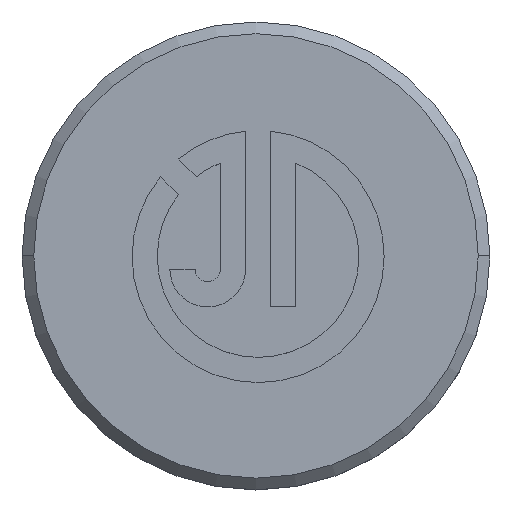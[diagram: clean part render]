
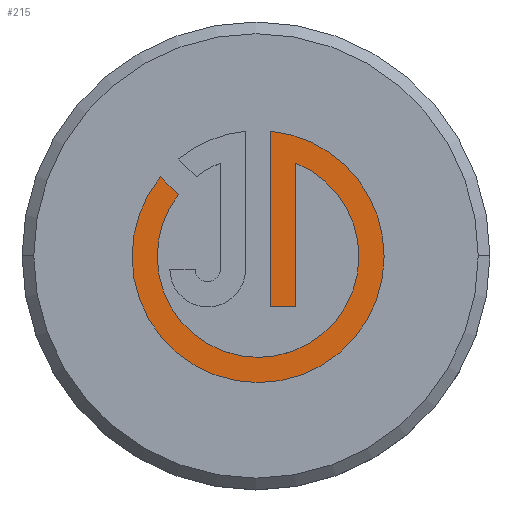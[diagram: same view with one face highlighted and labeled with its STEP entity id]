
A CAD part, top view. The second image highlights one B-rep face of the part: STEP entity #215.
In plain terms, the highlighted planar face has unit normal (0, 0, 1).
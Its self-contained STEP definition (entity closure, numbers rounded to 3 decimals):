
#25 = VERTEX_POINT ( 'NONE', #218 ) ;
#61 = DIRECTION ( 'NONE',  ( 0., 0., -1. ) ) ;
#65 = VERTEX_POINT ( 'NONE', #946 ) ;
#101 = CARTESIAN_POINT ( 'NONE',  ( -4.641, 3.663, 109.9 ) ) ;
#163 = EDGE_CURVE ( 'NONE', #1577, #2244, #1478, .T. ) ;
#209 = EDGE_CURVE ( 'NONE', #25, #503, #2297, .T. ) ;
#212 = CARTESIAN_POINT ( 'NONE',  ( 0., -3.054, 109.9 ) ) ;
#215 = ADVANCED_FACE ( 'NONE', ( #1802 ), #1583, .T. ) ;
#218 = CARTESIAN_POINT ( 'NONE',  ( 6.16, -0.037, 109.9 ) ) ;
#222 = CARTESIAN_POINT ( 'NONE',  ( 0.88, -3.054, 109.9 ) ) ;
#228 = AXIS2_PLACEMENT_3D ( 'NONE', #470, #1777, #661 ) ;
#260 = AXIS2_PLACEMENT_3D ( 'NONE', #750, #2052, #935 ) ;
#305 = DIRECTION ( 'NONE',  ( 0., 0., 1. ) ) ;
#322 = CARTESIAN_POINT ( 'NONE',  ( 0.126, -0.037, 109.9 ) ) ;
#328 = VERTEX_POINT ( 'NONE', #513 ) ;
#384 = CARTESIAN_POINT ( 'NONE',  ( -5.714, 4.737, 109.9 ) ) ;
#393 = DIRECTION ( 'NONE',  ( 1., 0., 0. ) ) ;
#432 = CIRCLE ( 'NONE', #1625, 6.034 ) ;
#470 = CARTESIAN_POINT ( 'NONE',  ( 0., 0., 109.9 ) ) ;
#490 = DIRECTION ( 'NONE',  ( 0., 0., 1. ) ) ;
#503 = VERTEX_POINT ( 'NONE', #1125 ) ;
#510 = DIRECTION ( 'NONE',  ( 1., 0., 0. ) ) ;
#513 = CARTESIAN_POINT ( 'NONE',  ( -7.417, -0.037, 109.9 ) ) ;
#525 = LINE ( 'NONE', #212, #1954 ) ;
#543 = VECTOR ( 'NONE', #2381, 1000. ) ;
#561 = EDGE_CURVE ( 'NONE', #328, #1220, #1063, .T. ) ;
#647 = DIRECTION ( 'NONE',  ( 0., 1., 0. ) ) ;
#661 = DIRECTION ( 'NONE',  ( 1., 0., 0. ) ) ;
#678 = AXIS2_PLACEMENT_3D ( 'NONE', #1616, #490, #1799 ) ;
#691 = VERTEX_POINT ( 'NONE', #921 ) ;
#725 = EDGE_CURVE ( 'NONE', #65, #25, #2201, .T. ) ;
#750 = CARTESIAN_POINT ( 'NONE',  ( 0.126, -0.037, 109.9 ) ) ;
#842 = EDGE_CURVE ( 'NONE', #1832, #691, #525, .T. ) ;
#866 = DIRECTION ( 'NONE',  ( -0.707, 0.707, 0. ) ) ;
#889 = DIRECTION ( 'NONE',  ( 0., 0., -1. ) ) ;
#894 = VERTEX_POINT ( 'NONE', #1679 ) ;
#921 = CARTESIAN_POINT ( 'NONE',  ( 2.389, -3.054, 109.9 ) ) ;
#935 = DIRECTION ( 'NONE',  ( -1., 0., 0. ) ) ;
#946 = CARTESIAN_POINT ( 'NONE',  ( 2.389, 5.557, 109.9 ) ) ;
#953 = AXIS2_PLACEMENT_3D ( 'NONE', #1428, #305, #1620 ) ;
#1018 = ORIENTED_EDGE ( 'NONE', *, *, #842, .T. ) ;
#1050 = LINE ( 'NONE', #2203, #543 ) ;
#1063 = CIRCLE ( 'NONE', #1556, 7.543 ) ;
#1125 = CARTESIAN_POINT ( 'NONE',  ( -5.908, -0.037, 109.9 ) ) ;
#1133 = ORIENTED_EDGE ( 'NONE', *, *, #1331, .T. ) ;
#1136 = EDGE_CURVE ( 'NONE', #2244, #328, #1334, .T. ) ;
#1191 = CARTESIAN_POINT ( 'NONE',  ( 0.126, -0.037, 109.9 ) ) ;
#1220 = VERTEX_POINT ( 'NONE', #1881 ) ;
#1238 = ORIENTED_EDGE ( 'NONE', *, *, #1962, .T. ) ;
#1300 = ORIENTED_EDGE ( 'NONE', *, *, #725, .T. ) ;
#1301 = EDGE_LOOP ( 'NONE', ( #1300, #2196, #1133, #1495, #1848, #2162, #1377, #2419, #1018, #1238 ) ) ;
#1331 = EDGE_CURVE ( 'NONE', #503, #1577, #432, .T. ) ;
#1334 = CIRCLE ( 'NONE', #678, 7.543 ) ;
#1376 = DIRECTION ( 'NONE',  ( -1., 0., 0. ) ) ;
#1377 = ORIENTED_EDGE ( 'NONE', *, *, #1476, .T. ) ;
#1420 = VECTOR ( 'NONE', #866, 1000. ) ;
#1428 = CARTESIAN_POINT ( 'NONE',  ( 0.126, -0.037, 109.9 ) ) ;
#1476 = EDGE_CURVE ( 'NONE', #1220, #894, #2134, .T. ) ;
#1478 = LINE ( 'NONE', #101, #1420 ) ;
#1495 = ORIENTED_EDGE ( 'NONE', *, *, #163, .T. ) ;
#1556 = AXIS2_PLACEMENT_3D ( 'NONE', #322, #1629, #510 ) ;
#1577 = VERTEX_POINT ( 'NONE', #2124 ) ;
#1583 = PLANE ( 'NONE',  #228 ) ;
#1615 = CARTESIAN_POINT ( 'NONE',  ( 0.126, -0.037, 109.9 ) ) ;
#1616 = CARTESIAN_POINT ( 'NONE',  ( 0.126, -0.037, 109.9 ) ) ;
#1620 = DIRECTION ( 'NONE',  ( 1., 0., 0. ) ) ;
#1625 = AXIS2_PLACEMENT_3D ( 'NONE', #1191, #61, #1376 ) ;
#1629 = DIRECTION ( 'NONE',  ( 0., 0., 1. ) ) ;
#1679 = CARTESIAN_POINT ( 'NONE',  ( 0.88, 7.468, 109.9 ) ) ;
#1758 = CARTESIAN_POINT ( 'NONE',  ( 2.389, 0., 109.9 ) ) ;
#1777 = DIRECTION ( 'NONE',  ( 0., 0., 1. ) ) ;
#1799 = DIRECTION ( 'NONE',  ( 1., 0., 0. ) ) ;
#1802 = FACE_OUTER_BOUND ( 'NONE', #1301, .T. ) ;
#1824 = DIRECTION ( 'NONE',  ( -1., 0., 0. ) ) ;
#1832 = VERTEX_POINT ( 'NONE', #222 ) ;
#1848 = ORIENTED_EDGE ( 'NONE', *, *, #1136, .T. ) ;
#1881 = CARTESIAN_POINT ( 'NONE',  ( 7.669, -0.037, 109.9 ) ) ;
#1954 = VECTOR ( 'NONE', #393, 1000. ) ;
#1962 = EDGE_CURVE ( 'NONE', #691, #65, #1976, .T. ) ;
#1976 = LINE ( 'NONE', #1758, #2406 ) ;
#2052 = DIRECTION ( 'NONE',  ( 0., 0., -1. ) ) ;
#2124 = CARTESIAN_POINT ( 'NONE',  ( -4.641, 3.663, 109.9 ) ) ;
#2134 = CIRCLE ( 'NONE', #953, 7.543 ) ;
#2140 = EDGE_CURVE ( 'NONE', #894, #1832, #1050, .T. ) ;
#2158 = AXIS2_PLACEMENT_3D ( 'NONE', #1615, #889, #1824 ) ;
#2162 = ORIENTED_EDGE ( 'NONE', *, *, #561, .T. ) ;
#2196 = ORIENTED_EDGE ( 'NONE', *, *, #209, .T. ) ;
#2201 = CIRCLE ( 'NONE', #260, 6.034 ) ;
#2203 = CARTESIAN_POINT ( 'NONE',  ( 0.88, 0., 109.9 ) ) ;
#2244 = VERTEX_POINT ( 'NONE', #384 ) ;
#2297 = CIRCLE ( 'NONE', #2158, 6.034 ) ;
#2381 = DIRECTION ( 'NONE',  ( 0., -1., 0. ) ) ;
#2406 = VECTOR ( 'NONE', #647, 1000. ) ;
#2419 = ORIENTED_EDGE ( 'NONE', *, *, #2140, .T. ) ;
